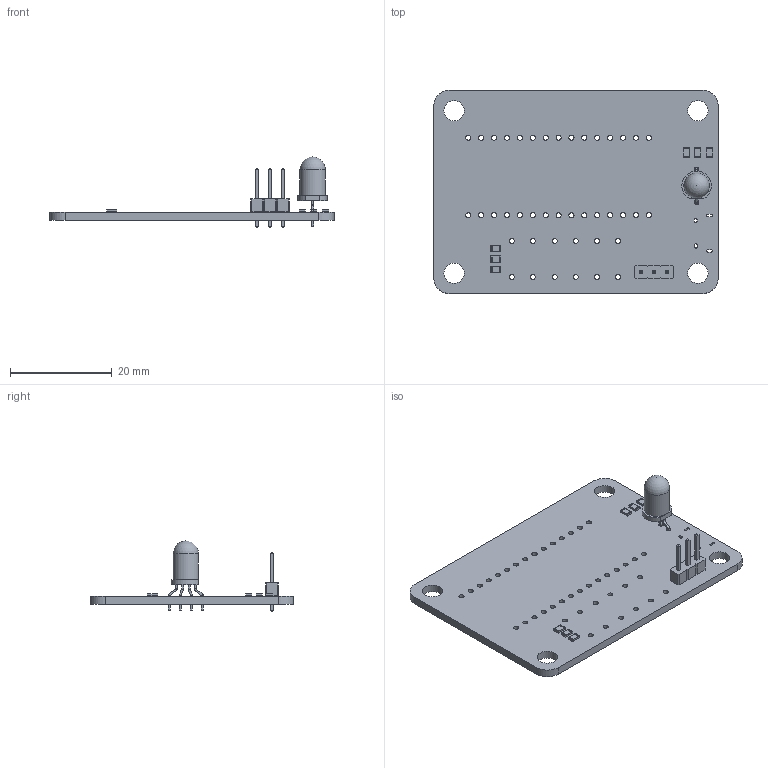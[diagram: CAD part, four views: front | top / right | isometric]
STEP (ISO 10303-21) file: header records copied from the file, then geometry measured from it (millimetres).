
FILE_DESCRIPTION(('KiCad electronic assembly'),'2;1');
FILE_NAME('DoorKnob.step','2024-12-06T09:41:21',('Pcbnew'),('Kicad'), 'Open CASCADE STEP processor 7.7','KiCad to STEP converter','Unknown' );
FILE_SCHEMA(('AUTOMOTIVE_DESIGN { 1 0 10303 214 1 1 1 1 }'));
Length unit declared in the file: millimetre
Products named in the file (8): DoorKnob 1; R_0805_2012Metric; LED_D5.0mm-4_RGB_Wide_Pins; PinHeader_1x03_P2.54mm_Vertical; PinHeader_1x03_P254mm_Vertical; DoorKnob_PCB
Assembly tree (12 placements, depth 3):
  DoorKnob 1
    R_0805_2012Metric  x6
      R_0805_2012Metric
    LED_D5.0mm-4_RGB_Wide_Pins
      LED_D5.0mm-4_RGB_Wide_Pins
    PinHeader_1x03_P2.54mm_Vertical
      PinHeader_1x03_P254mm_Vertical
    DoorKnob_PCB
Bounding box: 56 x 40 x 13.8 mm (x, y, z)
Volume: 3654.7 mm3; surface area: 5333.2 mm2
Topology: 13 solids, 13 shells, 405 faces, 1007 edges, 634 vertices
Faces by surface type: plane 273, cylinder 131, sphere 1
Full cylindrical faces by diameter (mm): 0.9 x4, 1 x45, 4 x4, 5 x1
Entity records: 9740 total; most frequent: DIRECTION 1426, CARTESIAN_POINT 1368, ORIENTED_EDGE 1332, EDGE_CURVE 666, LINE 482, VECTOR 482, AXIS2_PLACEMENT_3D 472, VERTEX_POINT 414
